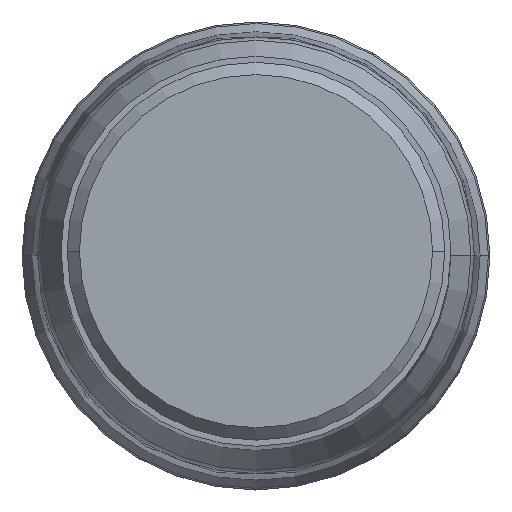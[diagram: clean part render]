
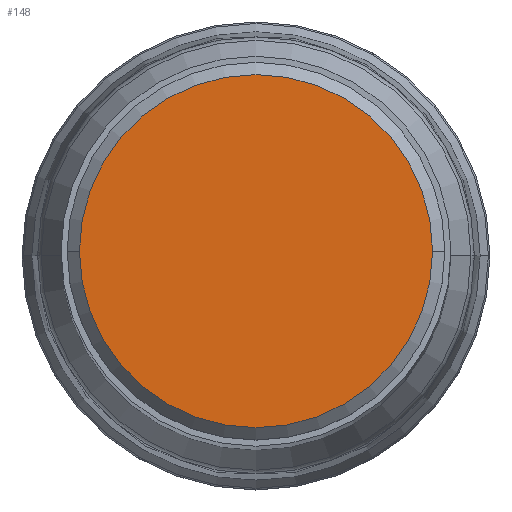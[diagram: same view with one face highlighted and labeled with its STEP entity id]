
A CAD part, top view. The second image highlights one B-rep face of the part: STEP entity #148.
In plain terms, the highlighted planar face has unit normal (0, 0, 1).
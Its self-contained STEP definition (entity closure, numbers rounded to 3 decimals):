
#64=PLANE('',#1143);
#148=ADVANCED_FACE('',(#212),#64,.T.);
#212=FACE_OUTER_BOUND('',#272,.T.);
#272=EDGE_LOOP('',(#504,#505,#506,#507));
#504=ORIENTED_EDGE('',*,*,#706,.T.);
#505=ORIENTED_EDGE('',*,*,#710,.T.);
#506=ORIENTED_EDGE('',*,*,#709,.T.);
#507=ORIENTED_EDGE('',*,*,#707,.T.);
#586=VERTEX_POINT('',#1766);
#587=VERTEX_POINT('',#1768);
#588=VERTEX_POINT('',#1770);
#589=VERTEX_POINT('',#1774);
#706=EDGE_CURVE('',#587,#586,#808,.T.);
#707=EDGE_CURVE('',#588,#587,#809,.T.);
#709=EDGE_CURVE('',#589,#588,#810,.T.);
#710=EDGE_CURVE('',#586,#589,#811,.T.);
#808=CIRCLE('',#1137,14.375);
#809=CIRCLE('',#1138,14.375);
#810=CIRCLE('',#1140,14.375);
#811=CIRCLE('',#1141,14.375);
#1137=AXIS2_PLACEMENT_3D('',#1767,#1489,#1490);
#1138=AXIS2_PLACEMENT_3D('',#1769,#1491,#1492);
#1140=AXIS2_PLACEMENT_3D('',#1773,#1496,#1497);
#1141=AXIS2_PLACEMENT_3D('',#1775,#1498,#1499);
#1143=AXIS2_PLACEMENT_3D('',#1777,#1502,#1503);
#1489=DIRECTION('',(0.,0.,1.));
#1490=DIRECTION('',(0.,-1.,0.));
#1491=DIRECTION('',(0.,0.,1.));
#1492=DIRECTION('',(-1.,0.,0.));
#1496=DIRECTION('',(0.,0.,1.));
#1497=DIRECTION('',(0.,1.,0.));
#1498=DIRECTION('',(0.,0.,1.));
#1499=DIRECTION('',(1.,0.,0.));
#1502=DIRECTION('',(0.,0.,1.));
#1503=DIRECTION('',(1.,0.,0.));
#1766=CARTESIAN_POINT('',(14.375,0.,0.));
#1767=CARTESIAN_POINT('',(0.,0.,0.));
#1768=CARTESIAN_POINT('',(0.,-14.375,0.));
#1769=CARTESIAN_POINT('',(0.,0.,0.));
#1770=CARTESIAN_POINT('',(-14.375,0.,0.));
#1773=CARTESIAN_POINT('',(0.,0.,0.));
#1774=CARTESIAN_POINT('',(0.,14.375,0.));
#1775=CARTESIAN_POINT('',(0.,0.,0.));
#1777=CARTESIAN_POINT('',(0.,0.,0.));
